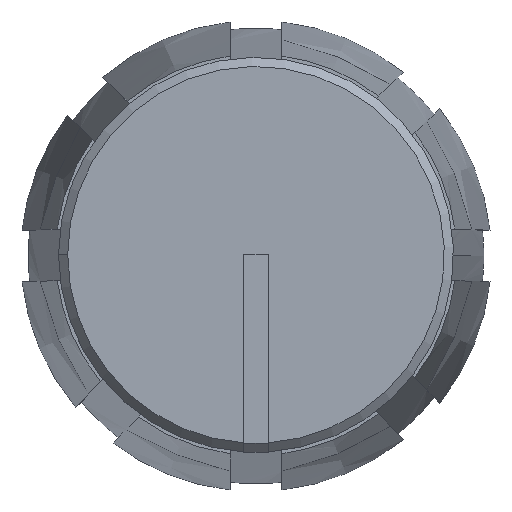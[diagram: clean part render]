
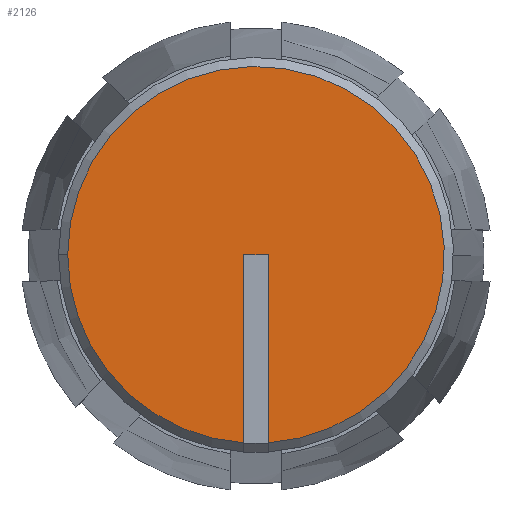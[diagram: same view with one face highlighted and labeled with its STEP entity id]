
A CAD part, top view. The second image highlights one B-rep face of the part: STEP entity #2126.
In plain terms, the highlighted planar face has unit normal (0, 0, 1).
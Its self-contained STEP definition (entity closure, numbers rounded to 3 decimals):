
#1990 = VERTEX_POINT('',#1991);
#1991 = CARTESIAN_POINT('',(0.4,-6.187,22.));
#2000 = VERTEX_POINT('',#2001);
#2001 = CARTESIAN_POINT('',(-6.2,0.,22.));
#2007 = EDGE_CURVE('',#1990,#2000,#2008,.T.);
#2008 = CIRCLE('',#2009,6.2);
#2009 = AXIS2_PLACEMENT_3D('',#2010,#2011,#2012);
#2010 = CARTESIAN_POINT('',(0.,0.,22.));
#2011 = DIRECTION('',(-0.,0.,1.));
#2012 = DIRECTION('',(0.062,-0.998,0.));
#2054 = EDGE_CURVE('',#2055,#1990,#2057,.T.);
#2055 = VERTEX_POINT('',#2056);
#2056 = CARTESIAN_POINT('',(0.4,0.,22.));
#2057 = LINE('',#2058,#2059);
#2058 = CARTESIAN_POINT('',(0.4,0.,22.));
#2059 = VECTOR('',#2060,1.);
#2060 = DIRECTION('',(0.,-1.,0.));
#2079 = EDGE_CURVE('',#2080,#2082,#2084,.T.);
#2080 = VERTEX_POINT('',#2081);
#2081 = CARTESIAN_POINT('',(-0.4,0.,22.));
#2082 = VERTEX_POINT('',#2083);
#2083 = CARTESIAN_POINT('',(-0.4,-6.187,22.));
#2084 = LINE('',#2085,#2086);
#2085 = CARTESIAN_POINT('',(-0.4,0.,22.));
#2086 = VECTOR('',#2087,1.);
#2087 = DIRECTION('',(0.,-1.,0.));
#2115 = EDGE_CURVE('',#2000,#2082,#2116,.T.);
#2116 = CIRCLE('',#2117,6.2);
#2117 = AXIS2_PLACEMENT_3D('',#2118,#2119,#2120);
#2118 = CARTESIAN_POINT('',(0.,0.,22.));
#2119 = DIRECTION('',(0.,0.,1.));
#2120 = DIRECTION('',(-1.,0.,0.));
#2126 = ADVANCED_FACE('',(#2127),#2139,.T.);
#2127 = FACE_BOUND('',#2128,.T.);
#2128 = EDGE_LOOP('',(#2129,#2130,#2131,#2132,#2133));
#2129 = ORIENTED_EDGE('',*,*,#2054,.T.);
#2130 = ORIENTED_EDGE('',*,*,#2007,.T.);
#2131 = ORIENTED_EDGE('',*,*,#2115,.T.);
#2132 = ORIENTED_EDGE('',*,*,#2079,.F.);
#2133 = ORIENTED_EDGE('',*,*,#2134,.F.);
#2134 = EDGE_CURVE('',#2055,#2080,#2135,.T.);
#2135 = LINE('',#2136,#2137);
#2136 = CARTESIAN_POINT('',(0.4,0.,22.));
#2137 = VECTOR('',#2138,1.);
#2138 = DIRECTION('',(-1.,0.,0.));
#2139 = PLANE('',#2140);
#2140 = AXIS2_PLACEMENT_3D('',#2141,#2142,#2143);
#2141 = CARTESIAN_POINT('',(0.,0.,22.));
#2142 = DIRECTION('',(0.,0.,1.));
#2143 = DIRECTION('',(-1.,0.,0.));
